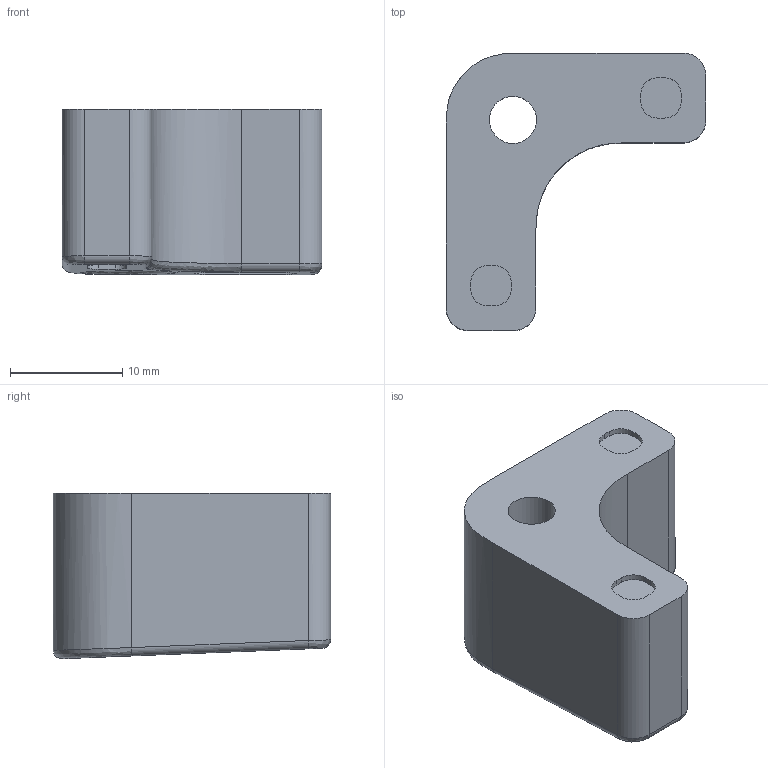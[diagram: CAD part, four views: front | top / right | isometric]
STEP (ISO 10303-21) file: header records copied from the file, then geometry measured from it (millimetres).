
FILE_DESCRIPTION(/* description */ (''),/* implementation_level */ '2;1');
FILE_NAME(/* name */ 'tl foot.step',/* time_stamp */ '2023-11-01T11:25:26-07:00',/* author */ (''),/* organization */ (''),/* preprocessor_version */ 'ST-DEVELOPER v20',/* originating_system */ 'Autodesk Translation Framework v12.14.0.127',/* authorisation */ '');
FILE_SCHEMA (('AUTOMOTIVE_DESIGN { 1 0 10303 214 3 1 1 }'));
Length unit declared in the file: millimetre
Products named in the file (1): tl foot
Bounding box: 23.16 x 24.75 x 14.76 mm (x, y, z)
Volume: 4107.5 mm3; surface area: 2143 mm2
Topology: 1 solids, 1 shells, 66 faces, 170 edges, 111 vertices
Faces by surface type: plane 29, cylinder 28, bspline 9
Full cylindrical faces by diameter (mm): 4.2 x1, 7.2 x1
Entity records: 2610 total; most frequent: CARTESIAN_POINT 943, ORIENTED_EDGE 340, DIRECTION 337, EDGE_CURVE 170, AXIS2_PLACEMENT_3D 120, VERTEX_POINT 111, LINE 97, VECTOR 97
